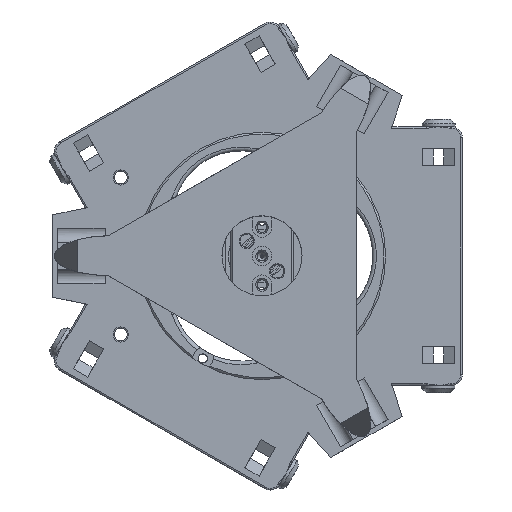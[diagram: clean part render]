
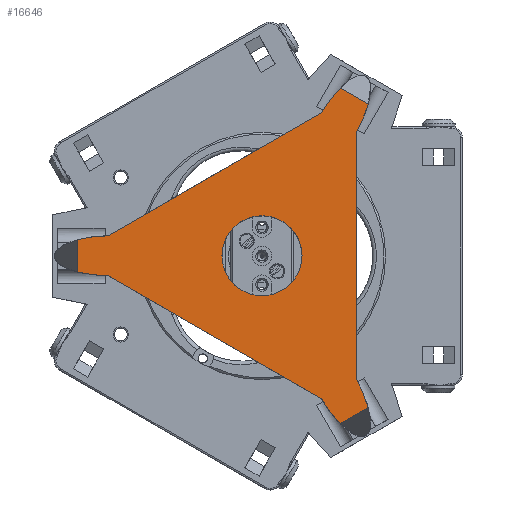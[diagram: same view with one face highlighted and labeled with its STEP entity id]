
A CAD part, top view. The second image highlights one B-rep face of the part: STEP entity #16646.
In plain terms, the highlighted planar face has unit normal (0, 0, 1).
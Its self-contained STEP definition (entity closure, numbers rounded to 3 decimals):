
#299=FACE_BOUND('',#5736,.T.);
#586=PLANE('',#17804);
#1473=LINE('',#30611,#2880);
#1482=LINE('',#30733,#2889);
#1483=LINE('',#30751,#2890);
#1525=LINE('',#31918,#2932);
#1526=LINE('',#31920,#2933);
#1527=LINE('',#31922,#2934);
#2880=VECTOR('',#20438,10.);
#2889=VECTOR('',#20465,10.);
#2890=VECTOR('',#20468,10.);
#2932=VECTOR('',#20674,10.);
#2933=VECTOR('',#20677,10.);
#2934=VECTOR('',#20680,10.);
#3995=B_SPLINE_CURVE_WITH_KNOTS('',3,(#31241,#31242,#31243,#31244,#31245,
#31246),.UNSPECIFIED.,.F.,.F.,(4,2,4),(-1.691,-1.551,
-1.235),.UNSPECIFIED.);
#3997=B_SPLINE_CURVE_WITH_KNOTS('',3,(#31402,#31403,#31404,#31405,#31406,
#31407),.UNSPECIFIED.,.F.,.F.,(4,2,4),(-3.293,-3.166,
-2.828),.UNSPECIFIED.);
#3999=B_SPLINE_CURVE_WITH_KNOTS('',3,(#31484,#31485,#31486,#31487,#31488,
#31489),.UNSPECIFIED.,.F.,.F.,(4,2,4),(-1.691,-1.551,
-1.235),.UNSPECIFIED.);
#4001=B_SPLINE_CURVE_WITH_KNOTS('',3,(#31648,#31649,#31650,#31651,#31652,
#31653),.UNSPECIFIED.,.F.,.F.,(4,2,4),(-3.293,-3.166,
-2.828),.UNSPECIFIED.);
#4002=B_SPLINE_CURVE_WITH_KNOTS('',3,(#31711,#31712,#31713,#31714,#31715,
#31716),.UNSPECIFIED.,.F.,.F.,(4,2,4),(-1.691,-1.552,
-1.234),.UNSPECIFIED.);
#4004=B_SPLINE_CURVE_WITH_KNOTS('',3,(#31872,#31873,#31874,#31875,#31876,
#31877),.UNSPECIFIED.,.F.,.F.,(4,2,4),(-3.292,-3.166,
-2.826),.UNSPECIFIED.);
#4748=FACE_OUTER_BOUND('',#5735,.T.);
#5735=EDGE_LOOP('',(#13924,#13925,#13926,#13927,#13928,#13929,#13930,#13931,
#13932,#13933,#13934,#13935));
#5736=EDGE_LOOP('',(#13936));
#6611=CIRCLE('',#17797,8.375);
#7755=VERTEX_POINT('',#30602);
#7756=VERTEX_POINT('',#30610);
#7771=VERTEX_POINT('',#30724);
#7772=VERTEX_POINT('',#30732);
#7773=VERTEX_POINT('',#30742);
#7774=VERTEX_POINT('',#30750);
#7842=VERTEX_POINT('',#31240);
#7843=VERTEX_POINT('',#31247);
#7844=VERTEX_POINT('',#31483);
#7845=VERTEX_POINT('',#31490);
#7846=VERTEX_POINT('',#31710);
#7847=VERTEX_POINT('',#31717);
#7851=VERTEX_POINT('',#31909);
#9847=EDGE_CURVE('',#7756,#7755,#1473,.T.);
#9867=EDGE_CURVE('',#7772,#7771,#1482,.T.);
#9870=EDGE_CURVE('',#7774,#7773,#1483,.T.);
#9976=EDGE_CURVE('',#7842,#7756,#3995,.T.);
#9978=EDGE_CURVE('',#7773,#7843,#3997,.T.);
#9980=EDGE_CURVE('',#7844,#7772,#3999,.T.);
#9982=EDGE_CURVE('',#7755,#7845,#4001,.T.);
#9983=EDGE_CURVE('',#7774,#7846,#4002,.F.);
#9985=EDGE_CURVE('',#7847,#7771,#4004,.F.);
#9991=EDGE_CURVE('',#7851,#7851,#6611,.F.);
#9996=EDGE_CURVE('',#7843,#7842,#1525,.F.);
#9997=EDGE_CURVE('',#7845,#7844,#1526,.F.);
#9998=EDGE_CURVE('',#7847,#7846,#1527,.F.);
#13924=ORIENTED_EDGE('',*,*,#9996,.T.);
#13925=ORIENTED_EDGE('',*,*,#9976,.T.);
#13926=ORIENTED_EDGE('',*,*,#9847,.T.);
#13927=ORIENTED_EDGE('',*,*,#9982,.T.);
#13928=ORIENTED_EDGE('',*,*,#9997,.T.);
#13929=ORIENTED_EDGE('',*,*,#9980,.T.);
#13930=ORIENTED_EDGE('',*,*,#9867,.T.);
#13931=ORIENTED_EDGE('',*,*,#9985,.F.);
#13932=ORIENTED_EDGE('',*,*,#9998,.T.);
#13933=ORIENTED_EDGE('',*,*,#9983,.F.);
#13934=ORIENTED_EDGE('',*,*,#9870,.T.);
#13935=ORIENTED_EDGE('',*,*,#9978,.T.);
#13936=ORIENTED_EDGE('',*,*,#9991,.T.);
#16646=ADVANCED_FACE('',(#4748,#299),#586,.T.);
#17797=AXIS2_PLACEMENT_3D('',#31910,#20662,#20663);
#17804=AXIS2_PLACEMENT_3D('',#31923,#20681,#20682);
#20438=DIRECTION('',(0.,1.,0.));
#20465=DIRECTION('',(-0.866,-0.5,0.));
#20468=DIRECTION('',(0.866,-0.5,0.));
#20662=DIRECTION('center_axis',(0.,0.,
1.));
#20663=DIRECTION('ref_axis',(-1.,0.,0.));
#20674=DIRECTION('',(-0.866,-0.5,0.));
#20677=DIRECTION('',(0.866,-0.5,0.));
#20680=DIRECTION('',(0.,1.,0.));
#20681=DIRECTION('center_axis',(0.,0.,
1.));
#20682=DIRECTION('ref_axis',(-1.,0.,0.));
#30602=CARTESIAN_POINT('',(19.688,25.716,30.));
#30610=CARTESIAN_POINT('',(19.686,-25.717,30.));
#30611=CARTESIAN_POINT('',(19.687,-10.139,30.));
#30724=CARTESIAN_POINT('',(-32.114,4.192,30.));
#30732=CARTESIAN_POINT('',(12.428,29.907,30.));
#30733=CARTESIAN_POINT('',(-4.932,19.885,30.));
#30742=CARTESIAN_POINT('',(12.427,-29.908,30.));
#30750=CARTESIAN_POINT('',(-32.114,-4.19,30.));
#30751=CARTESIAN_POINT('',(-22.492,-9.746,30.));
#31240=CARTESIAN_POINT('',(22.197,-31.687,30.));
#31241=CARTESIAN_POINT('Ctrl Pts',(22.197,-31.687,30.));
#31242=CARTESIAN_POINT('Ctrl Pts',(22.038,-31.116,30.));
#31243=CARTESIAN_POINT('Ctrl Pts',(21.844,-30.521,30.));
#31244=CARTESIAN_POINT('Ctrl Pts',(21.107,-28.526,30.));
#31245=CARTESIAN_POINT('Ctrl Pts',(20.446,-27.1,30.));
#31246=CARTESIAN_POINT('Ctrl Pts',(19.686,-25.717,30.));
#31247=CARTESIAN_POINT('',(16.342,-35.068,30.));
#31402=CARTESIAN_POINT('Ctrl Pts',(12.427,-29.908,30.));
#31403=CARTESIAN_POINT('Ctrl Pts',(12.753,-30.446,30.));
#31404=CARTESIAN_POINT('Ctrl Pts',(13.093,-30.974,30.));
#31405=CARTESIAN_POINT('Ctrl Pts',(14.384,-32.86,30.));
#31406=CARTESIAN_POINT('Ctrl Pts',(15.372,-34.078,30.));
#31407=CARTESIAN_POINT('Ctrl Pts',(16.342,-35.068,30.));
#31483=CARTESIAN_POINT('',(16.344,35.067,30.));
#31484=CARTESIAN_POINT('Ctrl Pts',(16.344,35.067,30.));
#31485=CARTESIAN_POINT('Ctrl Pts',(15.928,34.643,30.));
#31486=CARTESIAN_POINT('Ctrl Pts',(15.51,34.178,30.));
#31487=CARTESIAN_POINT('Ctrl Pts',(14.151,32.542,30.));
#31488=CARTESIAN_POINT('Ctrl Pts',(13.247,31.257,30.));
#31489=CARTESIAN_POINT('Ctrl Pts',(12.428,29.907,30.));
#31490=CARTESIAN_POINT('',(22.198,31.686,30.));
#31648=CARTESIAN_POINT('Ctrl Pts',(19.688,25.716,30.));
#31649=CARTESIAN_POINT('Ctrl Pts',(19.99,26.267,30.));
#31650=CARTESIAN_POINT('Ctrl Pts',(20.278,26.826,30.));
#31651=CARTESIAN_POINT('Ctrl Pts',(21.266,28.887,30.));
#31652=CARTESIAN_POINT('Ctrl Pts',(21.827,30.352,30.));
#31653=CARTESIAN_POINT('Ctrl Pts',(22.198,31.686,30.));
#31710=CARTESIAN_POINT('',(-38.54,-3.379,30.));
#31711=CARTESIAN_POINT('Ctrl Pts',(-38.54,-3.379,
30.));
#31712=CARTESIAN_POINT('Ctrl Pts',(-37.97,-3.526,30.));
#31713=CARTESIAN_POINT('Ctrl Pts',(-37.362,-3.655,
30.));
#31714=CARTESIAN_POINT('Ctrl Pts',(-35.267,-4.015,
30.));
#31715=CARTESIAN_POINT('Ctrl Pts',(-33.697,-4.157,30.));
#31716=CARTESIAN_POINT('Ctrl Pts',(-32.114,-4.19,30.));
#31717=CARTESIAN_POINT('',(-38.54,3.381,30.));
#31872=CARTESIAN_POINT('Ctrl Pts',(-32.114,4.192,30.));
#31873=CARTESIAN_POINT('Ctrl Pts',(-32.737,4.179,30.));
#31874=CARTESIAN_POINT('Ctrl Pts',(-33.359,4.149,30.));
#31875=CARTESIAN_POINT('Ctrl Pts',(-35.639,3.975,30.));
#31876=CARTESIAN_POINT('Ctrl Pts',(-37.194,3.728,30.));
#31877=CARTESIAN_POINT('Ctrl Pts',(-38.54,3.381,30.));
#31909=CARTESIAN_POINT('',(8.375,0.,30.));
#31910=CARTESIAN_POINT('Origin',(0.,0.,
30.));
#31918=CARTESIAN_POINT('',(15.401,-35.611,30.));
#31920=CARTESIAN_POINT('',(15.402,35.611,30.));
#31922=CARTESIAN_POINT('',(-38.54,0.,30.));
#31923=CARTESIAN_POINT('Origin',(-10.316,0.,
30.));
